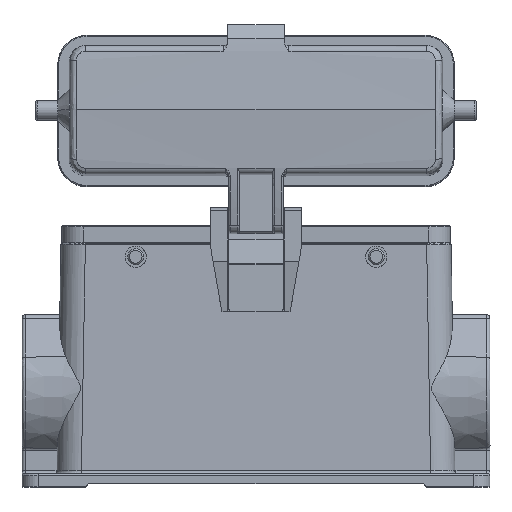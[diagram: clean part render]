
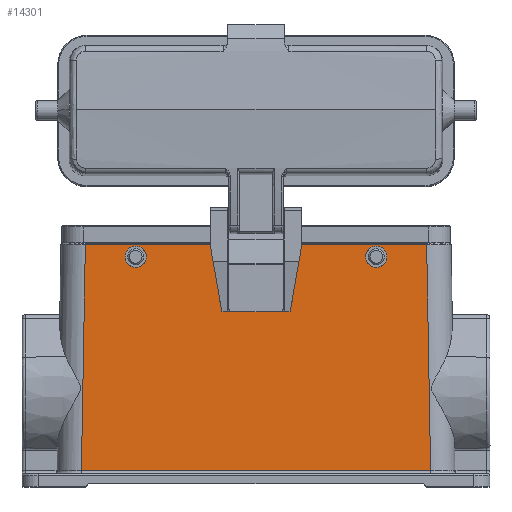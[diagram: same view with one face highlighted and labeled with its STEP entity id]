
A CAD part, top view. The second image highlights one B-rep face of the part: STEP entity #14301.
In plain terms, the highlighted planar face has unit normal (0, 0.018, 1).
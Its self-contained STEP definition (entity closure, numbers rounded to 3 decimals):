
#484 = CARTESIAN_POINT ( 'NONE',  ( 52.51, 50.513, 21.509 ) ) ;
#489 = CARTESIAN_POINT ( 'NONE',  ( -52.51, 50.513, 21.509 ) ) ;
#544 = CARTESIAN_POINT ( 'NONE',  ( 53.723, -19.013, 22.722 ) ) ;
#571 = CARTESIAN_POINT ( 'NONE',  ( 33.75, 46.805, 21.573 ) ) ;
#583 = CARTESIAN_POINT ( 'NONE',  ( 40.25, 46.805, 21.573 ) ) ;
#610 = CARTESIAN_POINT ( 'NONE',  ( -53.723, -19.013, 22.722 ) ) ;
#4069 = EDGE_LOOP ( 'NONE', ( #8971, #8970 ) ) ;
#4180 = EDGE_LOOP ( 'NONE', ( #8965, #8967, #8966, #8968 ) ) ;
#4235 = EDGE_LOOP ( 'NONE', ( #8963, #8964 ) ) ;
#7650 = AXIS2_PLACEMENT_3D ( 'NONE', #15870, #15871, #15872 ) ;
#7654 = FACE_BOUND ( 'NONE', #4069, .T. ) ;
#7658 = FACE_OUTER_BOUND ( 'NONE', #4180, .T. ) ;
#7667 = FACE_BOUND ( 'NONE', #4235, .T. ) ;
#7963 = VECTOR ( 'NONE', #16235, 1000. ) ;
#7965 = VECTOR ( 'NONE', #17342, 1000. ) ;
#7966 = VECTOR ( 'NONE', #17339, 1000. ) ;
#7968 = VECTOR ( 'NONE', #17331, 1000. ) ;
#8963 = ORIENTED_EDGE ( 'NONE', *, *, #22083, .T. ) ;
#8964 = ORIENTED_EDGE ( 'NONE', *, *, #13857, .T. ) ;
#8965 = ORIENTED_EDGE ( 'NONE', *, *, #13858, .T. ) ;
#8966 = ORIENTED_EDGE ( 'NONE', *, *, #13859, .T. ) ;
#8967 = ORIENTED_EDGE ( 'NONE', *, *, #13856, .T. ) ;
#8968 = ORIENTED_EDGE ( 'NONE', *, *, #13860, .T. ) ;
#8970 = ORIENTED_EDGE ( 'NONE', *, *, #21945, .F. ) ;
#8971 = ORIENTED_EDGE ( 'NONE', *, *, #13844, .F. ) ;
#10054 = CARTESIAN_POINT ( 'NONE',  ( -40.25, 46.805, 21.573 ) ) ;
#10055 = CARTESIAN_POINT ( 'NONE',  ( -40.25, 53.305, 21.46 ) ) ;
#10056 = CARTESIAN_POINT ( 'NONE',  ( -33.75, 53.305, 21.46 ) ) ;
#10057 = CARTESIAN_POINT ( 'NONE',  ( -33.75, 46.805, 21.573 ) ) ;
#11236 = CARTESIAN_POINT ( 'NONE',  ( -40.25, 46.805, 21.573 ) ) ;
#11283 = CARTESIAN_POINT ( 'NONE',  ( -33.75, 46.805, 21.573 ) ) ;
#11970 =( BOUNDED_CURVE ( )  B_SPLINE_CURVE ( 3, ( #17332, #17333, #17334, #17335 ),
 .UNSPECIFIED., .F., .T. ) 
 B_SPLINE_CURVE_WITH_KNOTS ( ( 4, 4 ),
 ( 1.571, 4.712 ),
 .UNSPECIFIED. ) 
 CURVE ( )  GEOMETRIC_REPRESENTATION_ITEM ( )  RATIONAL_B_SPLINE_CURVE ( ( 1., 0.333, 0.333, 1. ) ) 
 REPRESENTATION_ITEM ( '' )  );
#11997 =( BOUNDED_CURVE ( )  B_SPLINE_CURVE ( 3, ( #17292, #17293, #17294, #17295 ),
 .UNSPECIFIED., .F., .T. ) 
 B_SPLINE_CURVE_WITH_KNOTS ( ( 4, 4 ),
 ( 1.571, 4.712 ),
 .UNSPECIFIED. ) 
 CURVE ( )  GEOMETRIC_REPRESENTATION_ITEM ( )  RATIONAL_B_SPLINE_CURVE ( ( 1., 0.333, 0.333, 1. ) ) 
 REPRESENTATION_ITEM ( '' )  );
#13584 = CARTESIAN_POINT ( 'NONE',  ( 40.25, 46.805, 21.573 ) ) ;
#13585 = CARTESIAN_POINT ( 'NONE',  ( 40.25, 53.305, 21.46 ) ) ;
#13586 = CARTESIAN_POINT ( 'NONE',  ( 33.75, 53.305, 21.46 ) ) ;
#13587 = CARTESIAN_POINT ( 'NONE',  ( 33.75, 46.805, 21.573 ) ) ;
#13844 = EDGE_CURVE ( 'NONE', #19179, #19191, #11997, .T. ) ;
#13856 = EDGE_CURVE ( 'NONE', #19092, #19097, #17329, .T. ) ;
#13857 = EDGE_CURVE ( 'NONE', #15493, #15446, #11970, .T. ) ;
#13858 = EDGE_CURVE ( 'NONE', #19152, #19092, #17337, .T. ) ;
#13859 = EDGE_CURVE ( 'NONE', #19097, #19218, #17340, .T. ) ;
#13860 = EDGE_CURVE ( 'NONE', #19218, #19152, #17343, .T. ) ;
#14301 = ADVANCED_FACE ( 'NONE', ( #7667, #7658, #7654 ), #15869, .T. ) ;
#15446 = VERTEX_POINT ( 'NONE', #11236 ) ;
#15493 = VERTEX_POINT ( 'NONE', #11283 ) ;
#15869 = PLANE ( 'NONE',  #7650 ) ;
#15870 = CARTESIAN_POINT ( 'NONE',  ( -63.061, 51.005, 21.5 ) ) ;
#15871 = DIRECTION ( 'NONE',  ( 0., 0.017, 1. ) ) ;
#15872 = DIRECTION ( 'NONE',  ( 0., -1., 0.017 ) ) ;
#16235 = DIRECTION ( 'NONE',  ( 1., 0., 0. ) ) ;
#17292 = CARTESIAN_POINT ( 'NONE',  ( 33.75, 46.805, 21.573 ) ) ;
#17293 = CARTESIAN_POINT ( 'NONE',  ( 33.75, 40.305, 21.687 ) ) ;
#17294 = CARTESIAN_POINT ( 'NONE',  ( 40.25, 40.305, 21.687 ) ) ;
#17295 = CARTESIAN_POINT ( 'NONE',  ( 40.25, 46.805, 21.573 ) ) ;
#17329 = LINE ( 'NONE', #17330, #7968 ) ;
#17330 = CARTESIAN_POINT ( 'NONE',  ( -63.061, 50.513, 21.509 ) ) ;
#17331 = DIRECTION ( 'NONE',  ( -1., 0., 0. ) ) ;
#17332 = CARTESIAN_POINT ( 'NONE',  ( -33.75, 46.805, 21.573 ) ) ;
#17333 = CARTESIAN_POINT ( 'NONE',  ( -33.75, 40.305, 21.687 ) ) ;
#17334 = CARTESIAN_POINT ( 'NONE',  ( -40.25, 40.305, 21.687 ) ) ;
#17335 = CARTESIAN_POINT ( 'NONE',  ( -40.25, 46.805, 21.573 ) ) ;
#17337 = LINE ( 'NONE', #17338, #7966 ) ;
#17338 = CARTESIAN_POINT ( 'NONE',  ( 53.723, -19.013, 22.722 ) ) ;
#17339 = DIRECTION ( 'NONE',  ( -0.017, 1., -0.017 ) ) ;
#17340 = LINE ( 'NONE', #17341, #7965 ) ;
#17341 = CARTESIAN_POINT ( 'NONE',  ( -52.51, 50.513, 21.509 ) ) ;
#17342 = DIRECTION ( 'NONE',  ( -0.017, -1., 0.017 ) ) ;
#17343 = LINE ( 'NONE', #17344, #7963 ) ;
#17344 = CARTESIAN_POINT ( 'NONE',  ( -63.061, -19.013, 22.722 ) ) ;
#19092 = VERTEX_POINT ( 'NONE', #484 ) ;
#19097 = VERTEX_POINT ( 'NONE', #489 ) ;
#19152 = VERTEX_POINT ( 'NONE', #544 ) ;
#19179 = VERTEX_POINT ( 'NONE', #571 ) ;
#19191 = VERTEX_POINT ( 'NONE', #583 ) ;
#19218 = VERTEX_POINT ( 'NONE', #610 ) ;
#21058 =( BOUNDED_CURVE ( )  B_SPLINE_CURVE ( 3, ( #10054, #10055, #10056, #10057 ),
 .UNSPECIFIED., .F., .F. ) 
 B_SPLINE_CURVE_WITH_KNOTS ( ( 4, 4 ),
 ( 4.712, 7.854 ),
 .UNSPECIFIED. ) 
 CURVE ( )  GEOMETRIC_REPRESENTATION_ITEM ( )  RATIONAL_B_SPLINE_CURVE ( ( 1., 0.333, 0.333, 1. ) ) 
 REPRESENTATION_ITEM ( '' )  );
#21072 =( BOUNDED_CURVE ( )  B_SPLINE_CURVE ( 3, ( #13584, #13585, #13586, #13587 ),
 .UNSPECIFIED., .F., .F. ) 
 B_SPLINE_CURVE_WITH_KNOTS ( ( 4, 4 ),
 ( 4.712, 7.854 ),
 .UNSPECIFIED. ) 
 CURVE ( )  GEOMETRIC_REPRESENTATION_ITEM ( )  RATIONAL_B_SPLINE_CURVE ( ( 1., 0.333, 0.333, 1. ) ) 
 REPRESENTATION_ITEM ( '' )  );
#21945 = EDGE_CURVE ( 'NONE', #19191, #19179, #21072, .T. ) ;
#22083 = EDGE_CURVE ( 'NONE', #15446, #15493, #21058, .T. ) ;
